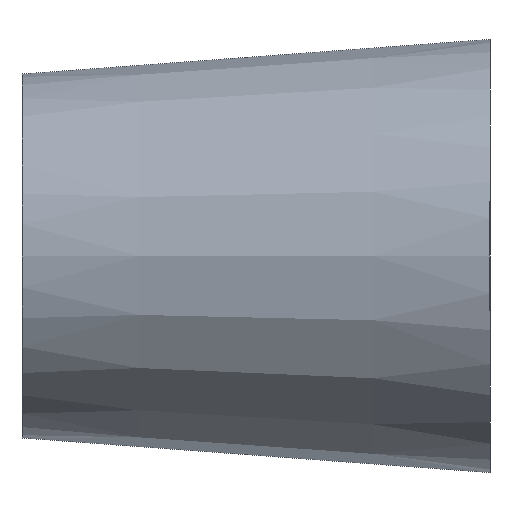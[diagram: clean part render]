
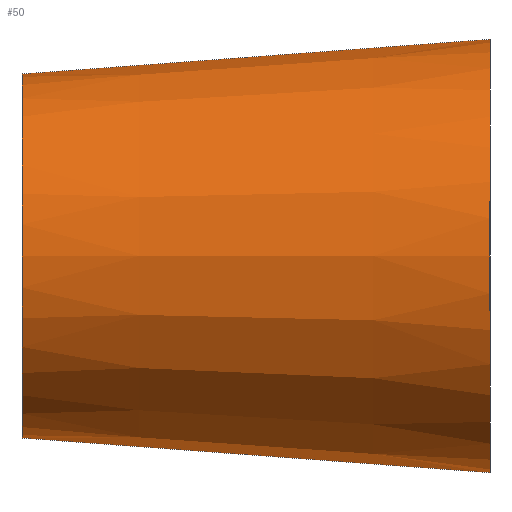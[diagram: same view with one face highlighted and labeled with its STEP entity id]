
A CAD part, left-side view. The second image highlights one B-rep face of the part: STEP entity #50.
In plain terms, the highlighted conical face has half-angle 4.236 degrees and reference radius 12.5 mm.
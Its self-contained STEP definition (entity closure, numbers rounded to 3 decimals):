
#1 = DIRECTION ( 'NONE',  ( 0., -1., 0. ) ) ;
#7 = LINE ( 'NONE', #81, #173 ) ;
#17 = VERTEX_POINT ( 'NONE', #59 ) ;
#26 = CARTESIAN_POINT ( 'NONE',  ( 0., 27., 0. ) ) ;
#28 = LINE ( 'NONE', #70, #123 ) ;
#33 = EDGE_CURVE ( 'NONE', #17, #154, #85, .T. ) ;
#42 = VERTEX_POINT ( 'NONE', #124 ) ;
#50 = ADVANCED_FACE ( 'NONE', ( #60 ), #53, .T. ) ;
#52 = AXIS2_PLACEMENT_3D ( 'NONE', #26, #67, #194 ) ;
#53 = CONICAL_SURFACE ( 'NONE', #95, 12.5, 0.074 ) ;
#59 = CARTESIAN_POINT ( 'NONE',  ( 0., 0., 12.5 ) ) ;
#60 = FACE_OUTER_BOUND ( 'NONE', #66, .T. ) ;
#66 = EDGE_LOOP ( 'NONE', ( #172, #109, #101, #76 ) ) ;
#67 = DIRECTION ( 'NONE',  ( 0., -1., 0. ) ) ;
#70 = CARTESIAN_POINT ( 'NONE',  ( 0., 0., -12.5 ) ) ;
#75 = EDGE_CURVE ( 'NONE', #42, #17, #7, .T. ) ;
#76 = ORIENTED_EDGE ( 'NONE', *, *, #33, .F. ) ;
#81 = CARTESIAN_POINT ( 'NONE',  ( 0., 0., 12.5 ) ) ;
#85 = CIRCLE ( 'NONE', #128, 12.5 ) ;
#95 = AXIS2_PLACEMENT_3D ( 'NONE', #112, #159, #116 ) ;
#101 = ORIENTED_EDGE ( 'NONE', *, *, #165, .T. ) ;
#109 = ORIENTED_EDGE ( 'NONE', *, *, #175, .T. ) ;
#112 = CARTESIAN_POINT ( 'NONE',  ( 0., 0., 0. ) ) ;
#116 = DIRECTION ( 'NONE',  ( 0., 0., -1. ) ) ;
#119 = CIRCLE ( 'NONE', #52, 10.5 ) ;
#120 = CARTESIAN_POINT ( 'NONE',  ( 0., 0., -12.5 ) ) ;
#123 = VECTOR ( 'NONE', #166, 1000. ) ;
#124 = CARTESIAN_POINT ( 'NONE',  ( 0., 27., 10.5 ) ) ;
#128 = AXIS2_PLACEMENT_3D ( 'NONE', #155, #1, #156 ) ;
#142 = DIRECTION ( 'NONE',  ( 0., -0.997, 0.074 ) ) ;
#154 = VERTEX_POINT ( 'NONE', #120 ) ;
#155 = CARTESIAN_POINT ( 'NONE',  ( 0., 0., 0. ) ) ;
#156 = DIRECTION ( 'NONE',  ( 0., 0., -1. ) ) ;
#159 = DIRECTION ( 'NONE',  ( 0., -1., 0. ) ) ;
#165 = EDGE_CURVE ( 'NONE', #199, #154, #28, .T. ) ;
#166 = DIRECTION ( 'NONE',  ( 0., -0.997, -0.074 ) ) ;
#172 = ORIENTED_EDGE ( 'NONE', *, *, #75, .F. ) ;
#173 = VECTOR ( 'NONE', #142, 1000. ) ;
#175 = EDGE_CURVE ( 'NONE', #42, #199, #119, .T. ) ;
#183 = CARTESIAN_POINT ( 'NONE',  ( 0., 27., -10.5 ) ) ;
#194 = DIRECTION ( 'NONE',  ( 0., 0., -1. ) ) ;
#199 = VERTEX_POINT ( 'NONE', #183 ) ;
